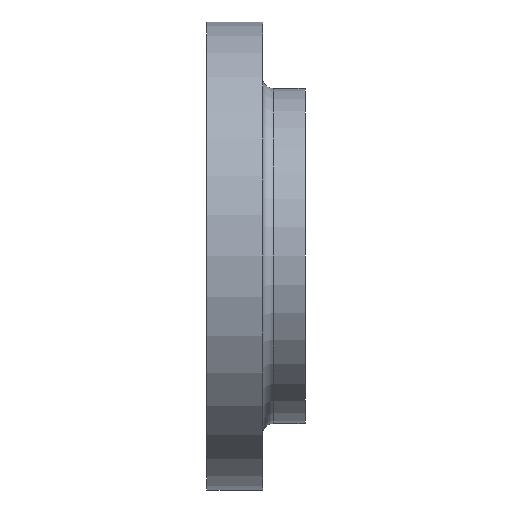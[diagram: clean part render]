
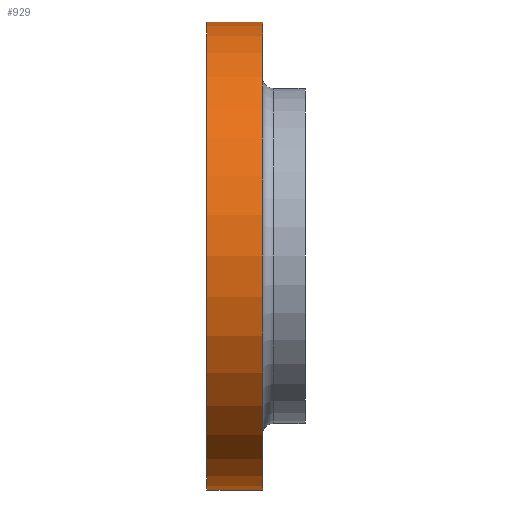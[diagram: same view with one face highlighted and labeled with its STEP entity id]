
A CAD part, front view. The second image highlights one B-rep face of the part: STEP entity #929.
In plain terms, the highlighted cylindrical face has radius 279.4 mm (diameter 558.8 mm), a partial arc.
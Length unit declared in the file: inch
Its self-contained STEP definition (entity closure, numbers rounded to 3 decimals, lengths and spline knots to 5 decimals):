
#80 = ORIENTED_EDGE ( 'NONE', *, *, #85, .F. ) ;
#85 = EDGE_CURVE ( 'NONE', #1467, #369, #470, .T. ) ;
#167 = CARTESIAN_POINT ( 'NONE',  ( 0., 0., 11. ) ) ;
#184 = DIRECTION ( 'NONE',  ( -1., 0., 0. ) ) ;
#209 = EDGE_CURVE ( 'NONE', #1793, #719, #1476, .T. ) ;
#264 = EDGE_LOOP ( 'NONE', ( #1011, #1849, #1766, #80 ) ) ;
#353 = EDGE_CURVE ( 'NONE', #1793, #1467, #813, .T. ) ;
#369 = VERTEX_POINT ( 'NONE', #406 ) ;
#406 = CARTESIAN_POINT ( 'NONE',  ( -1.07514, 0., 11. ) ) ;
#470 = CIRCLE ( 'NONE', #504, 11. ) ;
#504 = AXIS2_PLACEMENT_3D ( 'NONE', #696, #742, #1595 ) ;
#521 = CARTESIAN_POINT ( 'NONE',  ( 0., 0., -11. ) ) ;
#550 = DIRECTION ( 'NONE',  ( -1., 0., 0. ) ) ;
#644 = DIRECTION ( 'NONE',  ( -1., 0., 0. ) ) ;
#665 = AXIS2_PLACEMENT_3D ( 'NONE', #1097, #184, #1370 ) ;
#696 = CARTESIAN_POINT ( 'NONE',  ( -1.07514, 0., 0. ) ) ;
#719 = VERTEX_POINT ( 'NONE', #1208 ) ;
#742 = DIRECTION ( 'NONE',  ( -1., 0., 0. ) ) ;
#813 = LINE ( 'NONE', #521, #1902 ) ;
#906 = CARTESIAN_POINT ( 'NONE',  ( -1.07514, 0., -11. ) ) ;
#929 = ADVANCED_FACE ( 'NONE', ( #1468 ), #1291, .T. ) ;
#987 = DIRECTION ( 'NONE',  ( -1., 0., 0. ) ) ;
#1011 = ORIENTED_EDGE ( 'NONE', *, *, #353, .F. ) ;
#1087 = CARTESIAN_POINT ( 'NONE',  ( 1.54986, 0., -11. ) ) ;
#1097 = CARTESIAN_POINT ( 'NONE',  ( 1.54986, 0., 0. ) ) ;
#1103 = VECTOR ( 'NONE', #644, 39.37008 ) ;
#1141 = DIRECTION ( 'NONE',  ( 0., 0., 1. ) ) ;
#1208 = CARTESIAN_POINT ( 'NONE',  ( 1.54986, 0., 11. ) ) ;
#1259 = AXIS2_PLACEMENT_3D ( 'NONE', #1882, #550, #1141 ) ;
#1291 = CYLINDRICAL_SURFACE ( 'NONE', #1259, 11. ) ;
#1370 = DIRECTION ( 'NONE',  ( 0., 0., 1. ) ) ;
#1467 = VERTEX_POINT ( 'NONE', #906 ) ;
#1468 = FACE_OUTER_BOUND ( 'NONE', #264, .T. ) ;
#1476 = CIRCLE ( 'NONE', #665, 11. ) ;
#1595 = DIRECTION ( 'NONE',  ( 0., 0., 1. ) ) ;
#1766 = ORIENTED_EDGE ( 'NONE', *, *, #1798, .T. ) ;
#1793 = VERTEX_POINT ( 'NONE', #1087 ) ;
#1798 = EDGE_CURVE ( 'NONE', #719, #369, #1818, .T. ) ;
#1818 = LINE ( 'NONE', #167, #1103 ) ;
#1849 = ORIENTED_EDGE ( 'NONE', *, *, #209, .T. ) ;
#1882 = CARTESIAN_POINT ( 'NONE',  ( 0., 0., 0. ) ) ;
#1902 = VECTOR ( 'NONE', #987, 39.37008 ) ;
